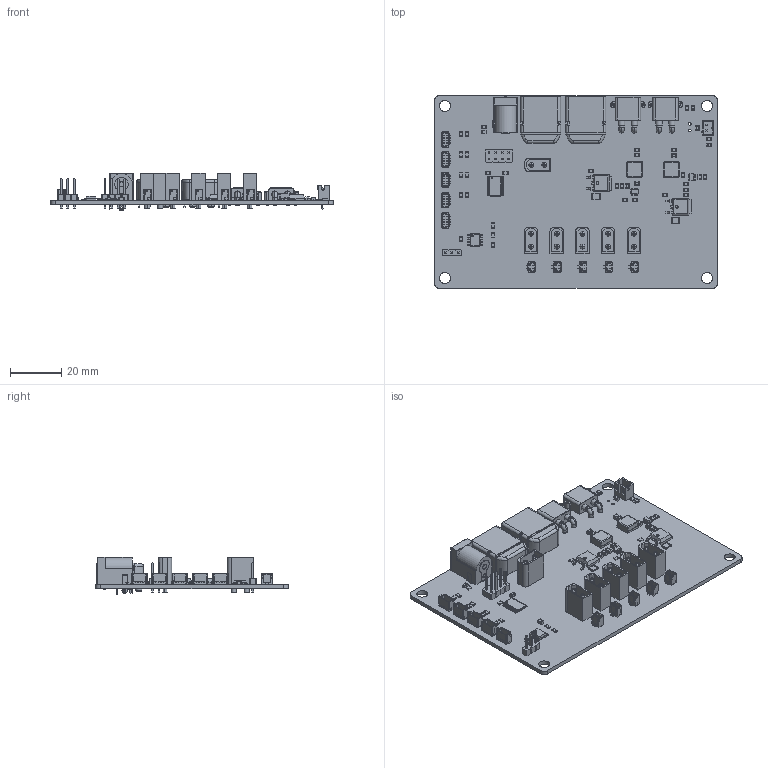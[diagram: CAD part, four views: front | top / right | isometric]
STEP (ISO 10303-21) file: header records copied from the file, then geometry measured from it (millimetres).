
FILE_DESCRIPTION(('KiCad electronic assembly'),'2;1');
FILE_NAME('mainBoard.step','2024-10-17T13:46:41',('Pcbnew'),('Kicad'), 'Open CASCADE STEP processor 7.6','KiCad to STEP converter','Unknown' );
FILE_SCHEMA(('AUTOMOTIVE_DESIGN { 1 0 10303 214 1 1 1 1 }'));
Length unit declared in the file: millimetre
Products named in the file (38): mainBoard 1; BarrelJack_Horizontal; JST_PH_B2B-PH-K_1x02_P2.00mm_Vertical; JST_B2B_PH_K; XT60PW-M; V_QWIIC; BM04B-SRSS-TBT(LF)(SN); C_0805_2012Metric; XT30PW-M; R_0805_2012Metric; XT30U-M; SOT-23-6; SOT_23_6; BM02B-SRSS-TB; L_Cenker_CKCS6028; PinHeader_2x04_P2.54mm_Vertical; PinHeader_2x04_P254mm_Vertical; D_0805_2012Metric; D_0805; TO-252-2; CQ assembly; PinHeader_1x03_P2.54mm_Vertical; PinHeader_1x03_P254mm_Vertical; R_1210_3225Metric; SOIC-8_3.9x4.9mm_P1.27mm; SOIC_8_39x49mm_P127mm; TSSOP-24_4.4x7.8mm_P0.65mm; TSSOP_24_44x78mm_P065mm; mainBoard_PCB
Assembly tree (92 placements, depth 3):
  mainBoard 1
    BarrelJack_Horizontal
      BarrelJack_Horizontal
    JST_PH_B2B-PH-K_1x02_P2.00mm_Vertical
      JST_B2B_PH_K
    XT60PW-M  x2
      XT60PW-M
    V_QWIIC  x5
      BM04B-SRSS-TBT(LF)(SN)
    C_0805_2012Metric  x16
      C_0805_2012Metric
    XT30PW-M  x2
      XT30PW-M
    R_0805_2012Metric  x20
      R_0805_2012Metric
    XT30U-M  x6
      XT30U-M
    SOT-23-6  x2
      SOT_23_6
    BM02B-SRSS-TB  x5
      BM02B-SRSS-TB
    L_Cenker_CKCS6028  x2
      L_Cenker_CKCS6028
    PinHeader_2x04_P2.54mm_Vertical
      PinHeader_2x04_P254mm_Vertical
    D_0805_2012Metric  x3
      D_0805
    TO-252-2  x2
      CQ assembly
    PinHeader_1x03_P2.54mm_Vertical
      PinHeader_1x03_P254mm_Vertical
    R_1210_3225Metric  x2
      R_1210_3225Metric
    SOIC-8_3.9x4.9mm_P1.27mm
      SOIC_8_39x49mm_P127mm
    TSSOP-24_4.4x7.8mm_P0.65mm
      TSSOP_24_44x78mm_P065mm
    mainBoard_PCB
Bounding box: 110 x 75 x 14.6 mm (x, y, z)
Volume: 20615.8 mm3; surface area: 33566.4 mm2
Topology: 232 solids, 237 shells, 6431 faces, 16397 edges, 10575 vertices
Faces by surface type: plane 4821, cylinder 1207, bspline 252, sphere 61, cone 60, torus 28, extrusion 2
Full cylindrical faces by diameter (mm): 0.5 x1, 0.6 x1, 0.75 x2, 1 x21, 1.5 x2, 1.9 x4, 2 x2, 2.7 x16, 4.3 x4, 6.3 x1
Entity records: 84141 total; most frequent: CARTESIAN_POINT 15408, ORIENTED_EDGE 12312, DIRECTION 11718, EDGE_CURVE 6156, VECTOR 4836, LINE 4834, VERTEX_POINT 3919, AXIS2_PLACEMENT_3D 3441
